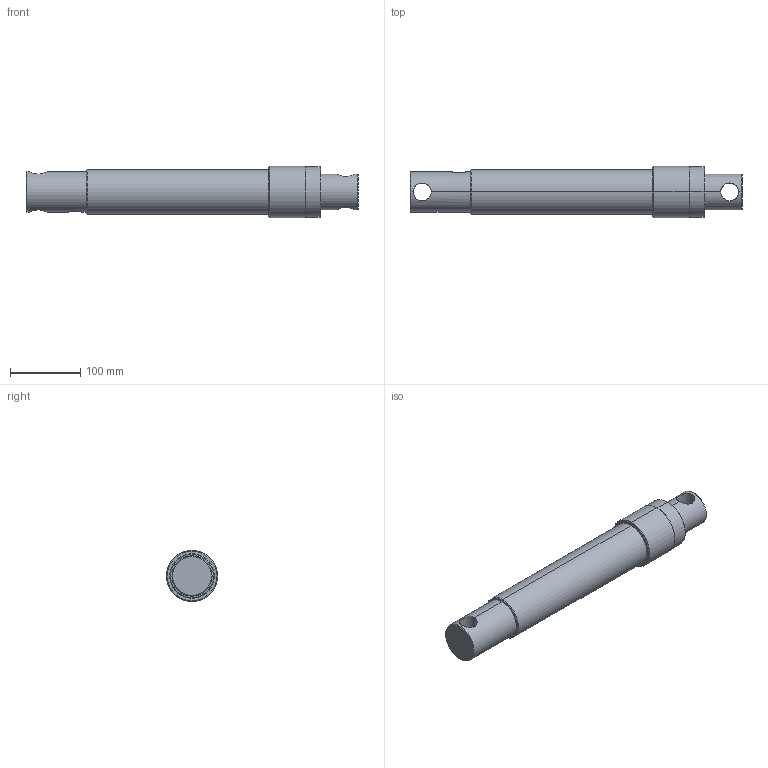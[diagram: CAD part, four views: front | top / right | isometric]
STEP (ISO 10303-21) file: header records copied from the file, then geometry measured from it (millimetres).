
FILE_DESCRIPTION (( 'STEP AP214' ), '1' );
FILE_NAME ('WSP-2x10 WES.STEP', '2023-07-07T12:41:15', ( '' ), ( '' ), 'SwSTEP 2.0', 'SolidWorks 2014', '' );
FILE_SCHEMA (( 'AUTOMOTIVE_DESIGN' ));
Length unit declared in the file: millimetre
Products named in the file (3): ROD; BORE; WSP-2x10 WES
Assembly tree (2 placements, depth 2):
  WSP-2x10 WES
    BORE
    ROD
Bounding box: 473 x 73 x 73 mm (x, y, z)
Volume: 1251684.6 mm3; surface area: 226516.7 mm2
Topology: 2 solids, 2 shells, 76 faces, 173 edges, 103 vertices
Faces by surface type: cylinder 30, cone 26, plane 20
Entity records: 2862 total; most frequent: CARTESIAN_POINT 1017, DIRECTION 392, ORIENTED_EDGE 342, EDGE_CURVE 171, AXIS2_PLACEMENT_3D 160, VERTEX_POINT 103, EDGE_LOOP 90, CIRCLE 79
